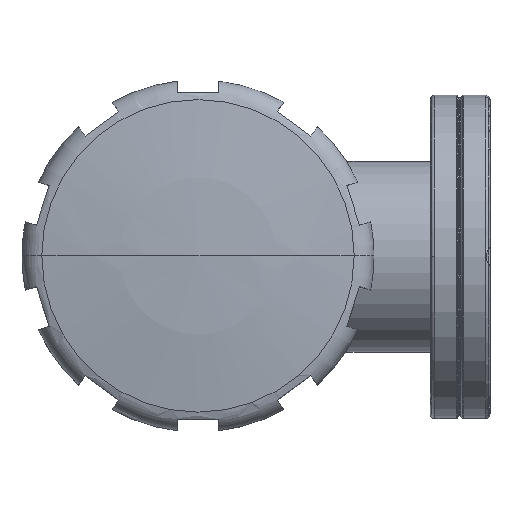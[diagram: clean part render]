
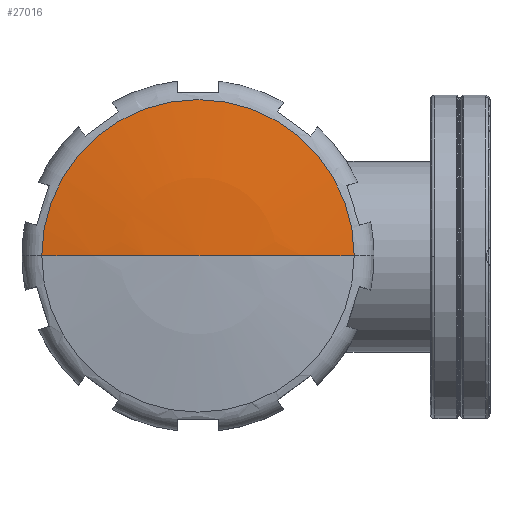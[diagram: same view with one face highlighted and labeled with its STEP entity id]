
A CAD part, top view. The second image highlights one B-rep face of the part: STEP entity #27016.
In plain terms, the highlighted spherical face has radius 230 mm.
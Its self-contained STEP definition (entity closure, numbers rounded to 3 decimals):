
#26270=CARTESIAN_POINT('',(0.,-198.,0.));
#26271=DIRECTION('',(0.,0.,1.));
#26272=DIRECTION('',(0.147,0.989,0.));
#26273=AXIS2_PLACEMENT_3D('',#26270,#26271,#26272);
#26275=CARTESIAN_POINT('',(0.,-198.,0.));
#26276=DIRECTION('',(0.,0.,-1.));
#26277=DIRECTION('',(-0.147,0.989,0.));
#26278=AXIS2_PLACEMENT_3D('',#26275,#26276,#26277);
#26285=CARTESIAN_POINT('',(0.,29.513,0.));
#26286=DIRECTION('',(0.,-1.,0.));
#26287=DIRECTION('',(1.,0.,0.));
#26288=AXIS2_PLACEMENT_3D('',#26285,#26286,#26287);
#26339=CARTESIAN_POINT('',(33.733,29.513,0.));
#26341=VERTEX_POINT('',#26339);
#26342=CARTESIAN_POINT('',(0.,32.,0.));
#26343=VERTEX_POINT('',#26342);
#26345=CARTESIAN_POINT('',(-33.733,29.513,0.));
#26347=VERTEX_POINT('',#26345);
#27006=CARTESIAN_POINT('',(0.,-198.,0.));
#27007=DIRECTION('',(0.,-1.,0.));
#27008=DIRECTION('',(-1.,0.,0.));
#27009=AXIS2_PLACEMENT_3D('',#27006,#27007,#27008);
#27010=SPHERICAL_SURFACE('',#27009,230.);
#27011=ORIENTED_EDGE('',*,*,#26998,.F.);
#27012=ORIENTED_EDGE('',*,*,#26812,.T.);
#27013=ORIENTED_EDGE('',*,*,#27000,.T.);
#27014=EDGE_LOOP('',(#27011,#27012,#27013));
#27015=FACE_OUTER_BOUND('',#27014,.F.);
#27016=ADVANCED_FACE('',(#27015),#27010,.T.);
#26274=CIRCLE('',#26273,230.);
#26279=CIRCLE('',#26278,230.);
#26289=CIRCLE('',#26288,33.733);
#26812=EDGE_CURVE('',#26341,#26347,#26289,.T.);
#26998=EDGE_CURVE('',#26341,#26343,#26274,.T.);
#27000=EDGE_CURVE('',#26347,#26343,#26279,.T.);
